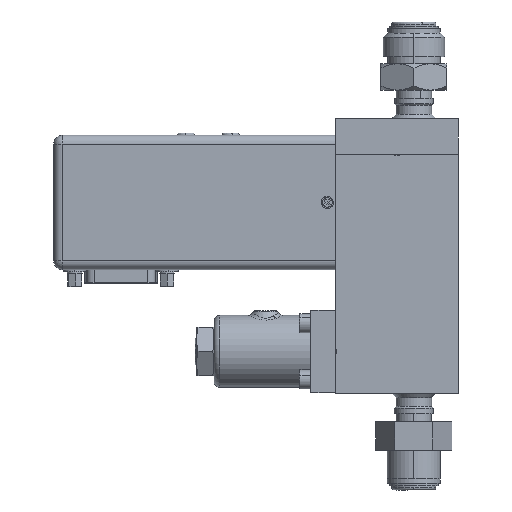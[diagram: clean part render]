
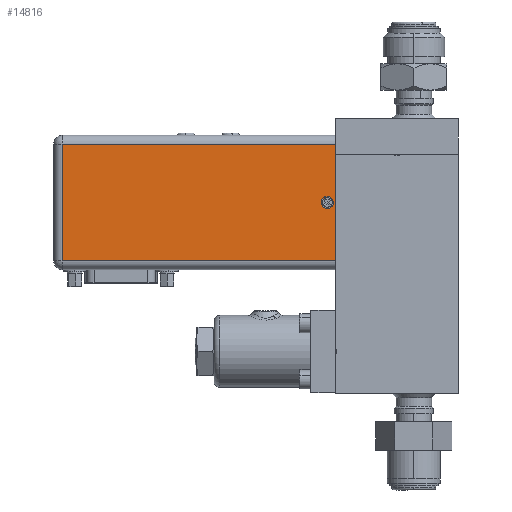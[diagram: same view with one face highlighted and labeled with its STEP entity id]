
A CAD part, left-side view. The second image highlights one B-rep face of the part: STEP entity #14816.
In plain terms, the highlighted planar face has unit normal (-1, 0, 0).
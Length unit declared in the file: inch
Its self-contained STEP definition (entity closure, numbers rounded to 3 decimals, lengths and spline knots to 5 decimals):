
#116 = CARTESIAN_POINT ( 'NONE',  ( -1.22357, 1.857, 0.3241 ) ) ;
#469 = VECTOR ( 'NONE', #14419, 39.37008 ) ;
#1599 = ORIENTED_EDGE ( 'NONE', *, *, #1952, .T. ) ;
#1616 = DIRECTION ( 'NONE',  ( 0., -1., 0. ) ) ;
#1952 = EDGE_CURVE ( 'NONE', #23461, #13054, #24108, .T. ) ;
#2187 = AXIS2_PLACEMENT_3D ( 'NONE', #4843, #12617, #20403 ) ;
#3442 = AXIS2_PLACEMENT_3D ( 'NONE', #22338, #4864, #12638 ) ;
#4625 = CARTESIAN_POINT ( 'NONE',  ( -1.22357, 5.614, 1.1521 ) ) ;
#4671 = LINE ( 'NONE', #12446, #10395 ) ;
#4843 = CARTESIAN_POINT ( 'NONE',  ( -1.22357, 1.857, 0.3241 ) ) ;
#4864 = DIRECTION ( 'NONE',  ( -1., 0., 0. ) ) ;
#5188 = DIRECTION ( 'NONE',  ( 0., 1., 0. ) ) ;
#5259 = CARTESIAN_POINT ( 'NONE',  ( -1.22357, 1.926, 0.3241 ) ) ;
#5265 = VERTEX_POINT ( 'NONE', #21328 ) ;
#6628 = CARTESIAN_POINT ( 'NONE',  ( -1.22357, 1.739, 0.3241 ) ) ;
#6764 = FACE_OUTER_BOUND ( 'NONE', #16132, .T. ) ;
#7856 = DIRECTION ( 'NONE',  ( -1., 0., 0. ) ) ;
#7896 = CARTESIAN_POINT ( 'NONE',  ( -1.22357, 1.739, -0.5039 ) ) ;
#8002 = VECTOR ( 'NONE', #5188, 39.37008 ) ;
#8251 = EDGE_CURVE ( 'NONE', #5265, #9604, #13138, .T. ) ;
#8401 = ORIENTED_EDGE ( 'NONE', *, *, #18542, .T. ) ;
#8965 = AXIS2_PLACEMENT_3D ( 'NONE', #116, #7856, #15637 ) ;
#9015 = LINE ( 'NONE', #22661, #8002 ) ;
#9604 = VERTEX_POINT ( 'NONE', #5259 ) ;
#9809 = ORIENTED_EDGE ( 'NONE', *, *, #8251, .F. ) ;
#10395 = VECTOR ( 'NONE', #20233, 39.37008 ) ;
#11255 = LINE ( 'NONE', #19040, #18555 ) ;
#12067 = EDGE_LOOP ( 'NONE', ( #18823, #9809 ) ) ;
#12093 = EDGE_CURVE ( 'NONE', #9604, #5265, #19950, .T. ) ;
#12446 = CARTESIAN_POINT ( 'NONE',  ( -1.22357, 5.614, 0.3241 ) ) ;
#12508 = VERTEX_POINT ( 'NONE', #4625 ) ;
#12617 = DIRECTION ( 'NONE',  ( -1., 0., 0. ) ) ;
#12638 = DIRECTION ( 'NONE',  ( 0., 1., 0. ) ) ;
#12840 = ORIENTED_EDGE ( 'NONE', *, *, #15902, .T. ) ;
#13054 = VERTEX_POINT ( 'NONE', #13486 ) ;
#13138 = CIRCLE ( 'NONE', #2187, 0.069 ) ;
#13486 = CARTESIAN_POINT ( 'NONE',  ( -1.22357, 1.739, 1.1521 ) ) ;
#14419 = DIRECTION ( 'NONE',  ( 0., 0., 1. ) ) ;
#14554 = PLANE ( 'NONE',  #3442 ) ;
#14816 = ADVANCED_FACE ( 'NONE', ( #24239, #6764 ), #14554, .T. ) ;
#15637 = DIRECTION ( 'NONE',  ( 0., 1., 0. ) ) ;
#15902 = EDGE_CURVE ( 'NONE', #12508, #23922, #4671, .T. ) ;
#16017 = CARTESIAN_POINT ( 'NONE',  ( -1.22357, 5.614, -0.5039 ) ) ;
#16132 = EDGE_LOOP ( 'NONE', ( #1599, #20307, #12840, #8401 ) ) ;
#18542 = EDGE_CURVE ( 'NONE', #23922, #23461, #11255, .T. ) ;
#18555 = VECTOR ( 'NONE', #1616, 39.37008 ) ;
#18823 = ORIENTED_EDGE ( 'NONE', *, *, #12093, .F. ) ;
#19040 = CARTESIAN_POINT ( 'NONE',  ( -1.22357, 1.739, -0.5039 ) ) ;
#19254 = EDGE_CURVE ( 'NONE', #13054, #12508, #9015, .T. ) ;
#19950 = CIRCLE ( 'NONE', #8965, 0.069 ) ;
#20233 = DIRECTION ( 'NONE',  ( 0., 0., -1. ) ) ;
#20307 = ORIENTED_EDGE ( 'NONE', *, *, #19254, .T. ) ;
#20403 = DIRECTION ( 'NONE',  ( 0., 1., 0. ) ) ;
#21328 = CARTESIAN_POINT ( 'NONE',  ( -1.22357, 1.788, 0.3241 ) ) ;
#22338 = CARTESIAN_POINT ( 'NONE',  ( -1.22357, 1.739, 0.3241 ) ) ;
#22661 = CARTESIAN_POINT ( 'NONE',  ( -1.22357, 1.739, 1.1521 ) ) ;
#23461 = VERTEX_POINT ( 'NONE', #7896 ) ;
#23922 = VERTEX_POINT ( 'NONE', #16017 ) ;
#24108 = LINE ( 'NONE', #6628, #469 ) ;
#24239 = FACE_BOUND ( 'NONE', #12067, .T. ) ;
